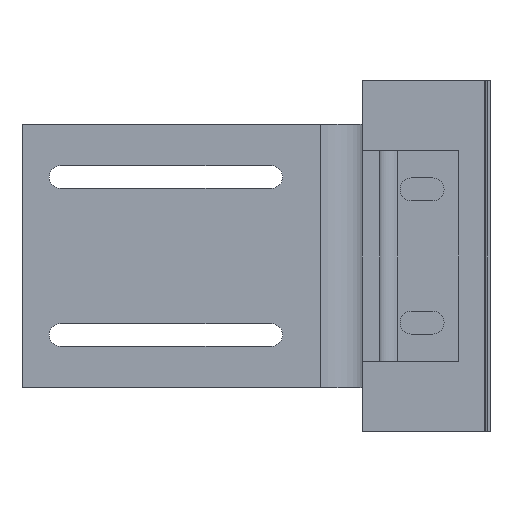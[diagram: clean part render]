
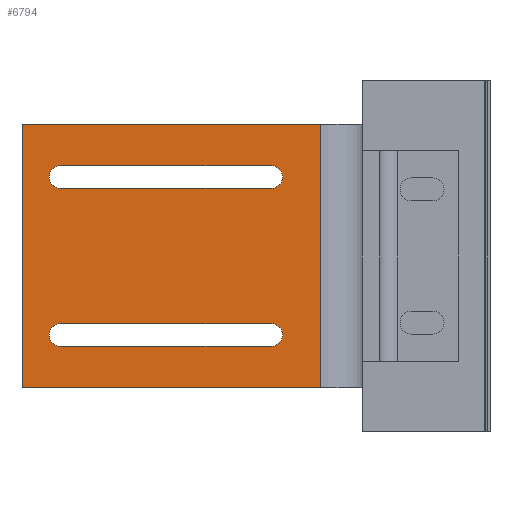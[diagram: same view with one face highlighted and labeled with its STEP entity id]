
A CAD part, front view. The second image highlights one B-rep face of the part: STEP entity #6794.
In plain terms, the highlighted planar face has unit normal (0, -1, 0).
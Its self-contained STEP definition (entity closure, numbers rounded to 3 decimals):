
#479 = EDGE_CURVE ( 'NONE', #1667, #6299, #9577, .T. ) ;
#546 = ORIENTED_EDGE ( 'NONE', *, *, #2496, .F. ) ;
#612 = VECTOR ( 'NONE', #1141, 1000. ) ;
#720 = VERTEX_POINT ( 'NONE', #5082 ) ;
#926 = CIRCLE ( 'NONE', #4504, 6.5 ) ;
#1007 = EDGE_LOOP ( 'NONE', ( #17869, #3791, #9792, #13933 ) ) ;
#1141 = DIRECTION ( 'NONE',  ( 1., 0., 0. ) ) ;
#1169 = CARTESIAN_POINT ( 'NONE',  ( 45., -12., -38.5 ) ) ;
#1183 = DIRECTION ( 'NONE',  ( 1., 0., 0. ) ) ;
#1289 = DIRECTION ( 'NONE',  ( -1., 0., 0. ) ) ;
#1344 = EDGE_CURVE ( 'NONE', #9882, #10972, #8914, .T. ) ;
#1437 = EDGE_LOOP ( 'NONE', ( #7201, #16549, #23988, #3752 ) ) ;
#1644 = PLANE ( 'NONE',  #6474 ) ;
#1667 = VERTEX_POINT ( 'NONE', #3877 ) ;
#1765 = CIRCLE ( 'NONE', #5751, 6.5 ) ;
#2017 = FACE_BOUND ( 'NONE', #1007, .T. ) ;
#2402 = DIRECTION ( 'NONE',  ( 0., 0., -1. ) ) ;
#2496 = EDGE_CURVE ( 'NONE', #13902, #11857, #3452, .T. ) ;
#2671 = DIRECTION ( 'NONE',  ( 0., 1., 0. ) ) ;
#2753 = CARTESIAN_POINT ( 'NONE',  ( -97., -12., 75. ) ) ;
#3220 = EDGE_CURVE ( 'NONE', #11554, #11814, #21667, .T. ) ;
#3452 = LINE ( 'NONE', #18704, #16366 ) ;
#3513 = FACE_OUTER_BOUND ( 'NONE', #20533, .T. ) ;
#3584 = EDGE_CURVE ( 'NONE', #11814, #720, #23250, .T. ) ;
#3752 = ORIENTED_EDGE ( 'NONE', *, *, #4133, .F. ) ;
#3791 = ORIENTED_EDGE ( 'NONE', *, *, #8207, .T. ) ;
#3877 = CARTESIAN_POINT ( 'NONE',  ( 73., -12., -75. ) ) ;
#4133 = EDGE_CURVE ( 'NONE', #720, #5917, #20282, .T. ) ;
#4232 = CARTESIAN_POINT ( 'NONE',  ( 45., -12., -45. ) ) ;
#4262 = CARTESIAN_POINT ( 'NONE',  ( 45., -12., 38.5 ) ) ;
#4339 = VERTEX_POINT ( 'NONE', #13089 ) ;
#4490 = CARTESIAN_POINT ( 'NONE',  ( 97., -12., -75. ) ) ;
#4504 = AXIS2_PLACEMENT_3D ( 'NONE', #8365, #23406, #2402 ) ;
#4622 = CARTESIAN_POINT ( 'NONE',  ( 45., -12., -51.5 ) ) ;
#4658 = CARTESIAN_POINT ( 'NONE',  ( 97., -12., 75. ) ) ;
#4766 = ORIENTED_EDGE ( 'NONE', *, *, #14972, .F. ) ;
#4934 = VECTOR ( 'NONE', #7658, 1000. ) ;
#5082 = CARTESIAN_POINT ( 'NONE',  ( 45., -12., -38.5 ) ) ;
#5494 = CARTESIAN_POINT ( 'NONE',  ( 0., -12., 0. ) ) ;
#5635 = CIRCLE ( 'NONE', #6817, 6.5 ) ;
#5751 = AXIS2_PLACEMENT_3D ( 'NONE', #21784, #2671, #13852 ) ;
#5917 = VERTEX_POINT ( 'NONE', #19755 ) ;
#6270 = CARTESIAN_POINT ( 'NONE',  ( 45., -12., 45. ) ) ;
#6299 = VERTEX_POINT ( 'NONE', #21092 ) ;
#6474 = AXIS2_PLACEMENT_3D ( 'NONE', #5494, #20529, #20774 ) ;
#6485 = VECTOR ( 'NONE', #13447, 1000. ) ;
#6794 = ADVANCED_FACE ( 'NONE', ( #3513, #2017, #13340 ), #1644, .F. ) ;
#6817 = AXIS2_PLACEMENT_3D ( 'NONE', #6270, #19552, #7884 ) ;
#7201 = ORIENTED_EDGE ( 'NONE', *, *, #3584, .F. ) ;
#7278 = VECTOR ( 'NONE', #1289, 1000. ) ;
#7457 = CARTESIAN_POINT ( 'NONE',  ( 45., -12., 51.5 ) ) ;
#7658 = DIRECTION ( 'NONE',  ( -1., 0., 0. ) ) ;
#7884 = DIRECTION ( 'NONE',  ( 0., 0., 1. ) ) ;
#8207 = EDGE_CURVE ( 'NONE', #12524, #9882, #5635, .T. ) ;
#8365 = CARTESIAN_POINT ( 'NONE',  ( -75., -12., -45. ) ) ;
#8648 = EDGE_CURVE ( 'NONE', #1667, #13902, #9726, .T. ) ;
#8914 = LINE ( 'NONE', #24084, #4934 ) ;
#9577 = LINE ( 'NONE', #16932, #22013 ) ;
#9726 = LINE ( 'NONE', #4490, #6485 ) ;
#9792 = ORIENTED_EDGE ( 'NONE', *, *, #1344, .T. ) ;
#9882 = VERTEX_POINT ( 'NONE', #4262 ) ;
#10514 = CARTESIAN_POINT ( 'NONE',  ( -75., -12., 38.5 ) ) ;
#10526 = CARTESIAN_POINT ( 'NONE',  ( -97., -12., -75. ) ) ;
#10972 = VERTEX_POINT ( 'NONE', #10514 ) ;
#11554 = VERTEX_POINT ( 'NONE', #12700 ) ;
#11814 = VERTEX_POINT ( 'NONE', #15927 ) ;
#11857 = VERTEX_POINT ( 'NONE', #2753 ) ;
#12085 = EDGE_CURVE ( 'NONE', #4339, #12524, #19109, .T. ) ;
#12524 = VERTEX_POINT ( 'NONE', #16882 ) ;
#12700 = CARTESIAN_POINT ( 'NONE',  ( -75., -12., -51.5 ) ) ;
#13089 = CARTESIAN_POINT ( 'NONE',  ( -75., -12., 51.5 ) ) ;
#13340 = FACE_BOUND ( 'NONE', #1437, .T. ) ;
#13447 = DIRECTION ( 'NONE',  ( -1., 0., 0. ) ) ;
#13852 = DIRECTION ( 'NONE',  ( 0., 0., 1. ) ) ;
#13902 = VERTEX_POINT ( 'NONE', #10526 ) ;
#13933 = ORIENTED_EDGE ( 'NONE', *, *, #24157, .T. ) ;
#14972 = EDGE_CURVE ( 'NONE', #11857, #6299, #20066, .T. ) ;
#15261 = DIRECTION ( 'NONE',  ( 0., 0., 1. ) ) ;
#15543 = ORIENTED_EDGE ( 'NONE', *, *, #8648, .F. ) ;
#15927 = CARTESIAN_POINT ( 'NONE',  ( 45., -12., -51.5 ) ) ;
#16107 = AXIS2_PLACEMENT_3D ( 'NONE', #4232, #22975, #21254 ) ;
#16366 = VECTOR ( 'NONE', #15261, 1000. ) ;
#16549 = ORIENTED_EDGE ( 'NONE', *, *, #3220, .F. ) ;
#16818 = VECTOR ( 'NONE', #1183, 1000. ) ;
#16882 = CARTESIAN_POINT ( 'NONE',  ( 45., -12., 51.5 ) ) ;
#16896 = ORIENTED_EDGE ( 'NONE', *, *, #479, .T. ) ;
#16932 = CARTESIAN_POINT ( 'NONE',  ( 73., -12., -75. ) ) ;
#17040 = DIRECTION ( 'NONE',  ( 0., 0., 1. ) ) ;
#17869 = ORIENTED_EDGE ( 'NONE', *, *, #12085, .T. ) ;
#18704 = CARTESIAN_POINT ( 'NONE',  ( -97., -12., 75. ) ) ;
#18987 = DIRECTION ( 'NONE',  ( 1., 0., 0. ) ) ;
#19109 = LINE ( 'NONE', #7457, #20378 ) ;
#19552 = DIRECTION ( 'NONE',  ( 0., 1., 0. ) ) ;
#19755 = CARTESIAN_POINT ( 'NONE',  ( -75., -12., -38.5 ) ) ;
#20066 = LINE ( 'NONE', #4658, #16818 ) ;
#20282 = LINE ( 'NONE', #1169, #7278 ) ;
#20378 = VECTOR ( 'NONE', #18987, 1000. ) ;
#20529 = DIRECTION ( 'NONE',  ( 0., 1., 0. ) ) ;
#20533 = EDGE_LOOP ( 'NONE', ( #16896, #4766, #546, #15543 ) ) ;
#20774 = DIRECTION ( 'NONE',  ( 0., 0., 1. ) ) ;
#21092 = CARTESIAN_POINT ( 'NONE',  ( 73., -12., 75. ) ) ;
#21254 = DIRECTION ( 'NONE',  ( 0., 0., -1. ) ) ;
#21667 = LINE ( 'NONE', #4622, #612 ) ;
#21784 = CARTESIAN_POINT ( 'NONE',  ( -75., -12., 45. ) ) ;
#22013 = VECTOR ( 'NONE', #17040, 1000. ) ;
#22931 = EDGE_CURVE ( 'NONE', #5917, #11554, #926, .T. ) ;
#22975 = DIRECTION ( 'NONE',  ( 0., -1., 0. ) ) ;
#23250 = CIRCLE ( 'NONE', #16107, 6.5 ) ;
#23406 = DIRECTION ( 'NONE',  ( 0., -1., 0. ) ) ;
#23988 = ORIENTED_EDGE ( 'NONE', *, *, #22931, .F. ) ;
#24084 = CARTESIAN_POINT ( 'NONE',  ( 45., -12., 38.5 ) ) ;
#24157 = EDGE_CURVE ( 'NONE', #10972, #4339, #1765, .T. ) ;
